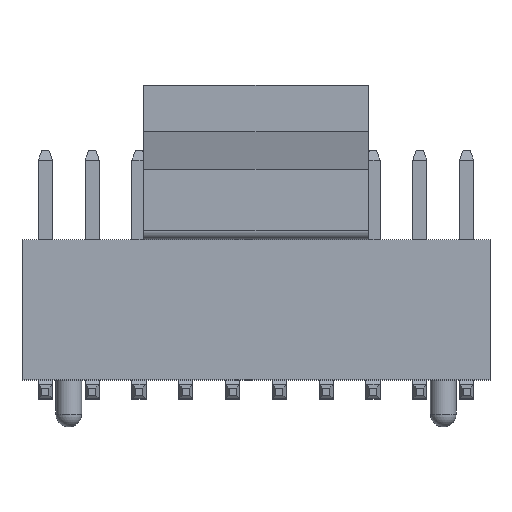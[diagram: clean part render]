
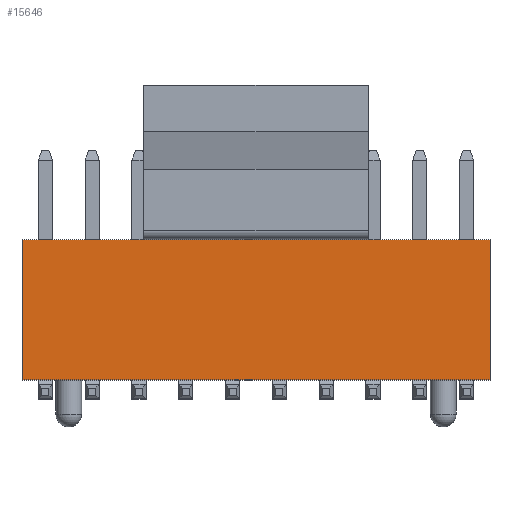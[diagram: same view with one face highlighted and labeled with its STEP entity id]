
A CAD part, top view. The second image highlights one B-rep face of the part: STEP entity #15646.
In plain terms, the highlighted planar face has unit normal (0, 0, 1).
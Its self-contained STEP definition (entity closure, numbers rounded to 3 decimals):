
#11143=CARTESIAN_POINT('',(-0.5,0.,1.6));
#11144=VERTEX_POINT('',#11143);
#11151=CARTESIAN_POINT('',(-0.5,3.,1.6));
#11152=VERTEX_POINT('',#11151);
#11153=CARTESIAN_POINT('',(-0.5,0.,1.6));
#11154=DIRECTION('',(0.,1.,0.));
#11155=VECTOR('',#11154,3.);
#11156=LINE('',#11153,#11155);
#11157=EDGE_CURVE('',#11144,#11152,#11156,.T.);
#11174=CARTESIAN_POINT('',(9.5,3.,1.6));
#11175=VERTEX_POINT('',#11174);
#11176=CARTESIAN_POINT('',(-0.5,3.,1.6));
#11177=DIRECTION('',(1.,0.,0.));
#11178=VECTOR('',#11177,10.);
#11179=LINE('',#11176,#11178);
#11180=EDGE_CURVE('',#11152,#11175,#11179,.T.);
#15613=CARTESIAN_POINT('',(9.5,0.,1.6));
#15614=VERTEX_POINT('',#15613);
#15621=CARTESIAN_POINT('',(9.5,0.,1.6));
#15622=DIRECTION('',(-1.,0.,0.));
#15623=VECTOR('',#15622,10.);
#15624=LINE('',#15621,#15623);
#15625=EDGE_CURVE('',#15614,#11144,#15624,.T.);
#15630=CARTESIAN_POINT('',(-0.5,3.,1.6));
#15631=DIRECTION('',(0.,-1.,0.));
#15632=DIRECTION('',(-0.,0.,1.));
#15633=AXIS2_PLACEMENT_3D('',#15630,#15632,#15631);
#15634=PLANE('',#15633);
#15635=ORIENTED_EDGE('',*,*,#11157,.F.);
#15636=ORIENTED_EDGE('',*,*,#15625,.F.);
#15637=CARTESIAN_POINT('',(9.5,0.,1.6));
#15638=DIRECTION('',(0.,1.,0.));
#15639=VECTOR('',#15638,3.);
#15640=LINE('',#15637,#15639);
#15641=EDGE_CURVE('',#15614,#11175,#15640,.T.);
#15642=ORIENTED_EDGE('',*,*,#15641,.T.);
#15643=ORIENTED_EDGE('',*,*,#11180,.F.);
#15644=EDGE_LOOP('',(#15635,#15636,#15642,#15643));
#15645=FACE_OUTER_BOUND('',#15644,.T.);
#15646=ADVANCED_FACE('',(#15645),#15634,.T.);
